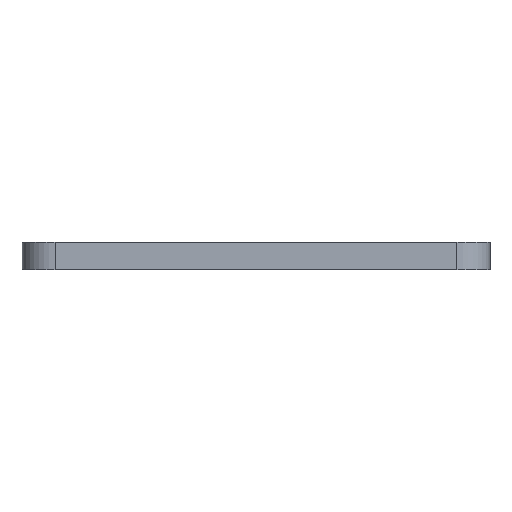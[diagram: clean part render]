
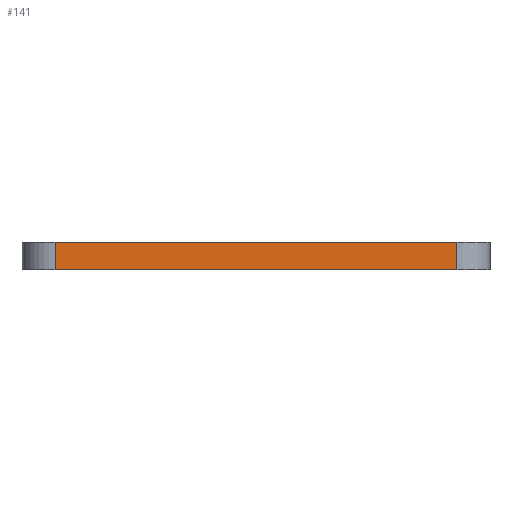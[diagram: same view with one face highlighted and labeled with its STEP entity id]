
A CAD part, front view. The second image highlights one B-rep face of the part: STEP entity #141.
In plain terms, the highlighted planar face has unit normal (0, -1, 0).
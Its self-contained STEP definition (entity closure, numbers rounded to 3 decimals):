
#96=FACE_OUTER_BOUND('',#483,.T.);
#141=ADVANCED_FACE('NONE',(#96),#190,.T.);
#190=PLANE('',#1276);
#201=LINE('',#1666,#284);
#232=LINE('',#1836,#315);
#258=LINE('',#1918,#341);
#262=LINE('',#1925,#345);
#284=VECTOR('',#1322,1.);
#315=VECTOR('',#1461,1.);
#341=VECTOR('',#1551,1.);
#345=VECTOR('',#1561,1.);
#483=EDGE_LOOP('',(#718,#719,#720,#721));
#718=ORIENTED_EDGE('',*,*,#1043,.T.);
#719=ORIENTED_EDGE('',*,*,#1089,.T.);
#720=ORIENTED_EDGE('',*,*,#959,.F.);
#721=ORIENTED_EDGE('',*,*,#1085,.F.);
#847=VERTEX_POINT('',#1667);
#848=VERTEX_POINT('',#1668);
#931=VERTEX_POINT('',#1835);
#932=VERTEX_POINT('',#1837);
#959=EDGE_CURVE('NONE',#847,#848,#201,.T.);
#1043=EDGE_CURVE('NONE',#932,#931,#232,.T.);
#1085=EDGE_CURVE('NONE',#932,#847,#258,.T.);
#1089=EDGE_CURVE('',#931,#848,#262,.T.);
#1276=AXIS2_PLACEMENT_3D('',#1926,#1562,#1563);
#1322=DIRECTION('',(-1.,0.,0.));
#1461=DIRECTION('',(-1.,0.,0.));
#1551=DIRECTION('',(0.,0.,-1.));
#1561=DIRECTION('',(0.,0.,-1.));
#1562=DIRECTION('',(0.,-1.,0.));
#1563=DIRECTION('',(1.,0.,0.));
#1666=CARTESIAN_POINT('',(-262.,20.,-755.));
#1667=CARTESIAN_POINT('',(-223.,20.,-755.));
#1668=CARTESIAN_POINT('',(-296.,20.,-755.));
#1835=CARTESIAN_POINT('',(-296.,20.,-750.));
#1836=CARTESIAN_POINT('',(-262.,20.,-750.));
#1837=CARTESIAN_POINT('',(-223.,20.,-750.));
#1918=CARTESIAN_POINT('',(-223.,20.,-800.));
#1925=CARTESIAN_POINT('',(-296.,20.,-755.));
#1926=CARTESIAN_POINT('',(-283.5,20.,-800.));
